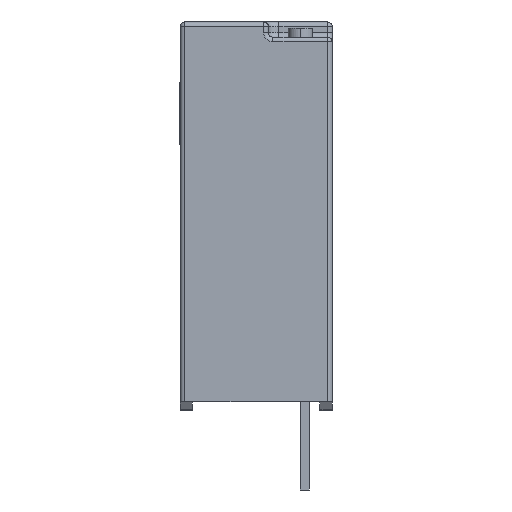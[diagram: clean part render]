
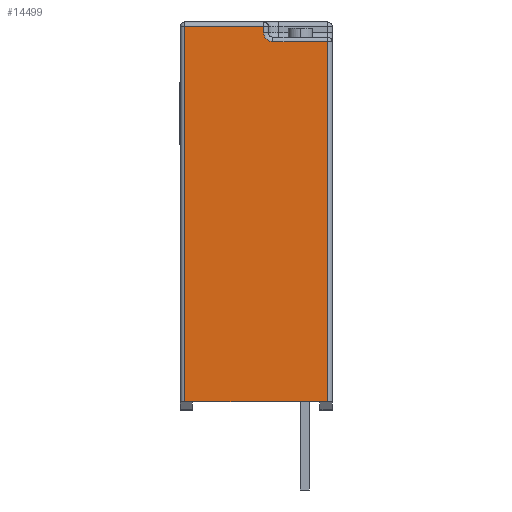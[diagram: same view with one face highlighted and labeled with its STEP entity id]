
A CAD part, left-side view. The second image highlights one B-rep face of the part: STEP entity #14499.
In plain terms, the highlighted planar face has unit normal (-1, 0, 0).
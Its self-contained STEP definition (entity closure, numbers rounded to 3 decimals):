
#76 = DIRECTION ( 'NONE',  ( 0., 0., -1. ) ) ;
#312 = CARTESIAN_POINT ( 'NONE',  ( -10., 2.5, 12.65 ) ) ;
#1161 = VECTOR ( 'NONE', #19805, 1000. ) ;
#1412 = EDGE_CURVE ( 'NONE', #9445, #10655, #12315, .T. ) ;
#1426 = ORIENTED_EDGE ( 'NONE', *, *, #20383, .T. ) ;
#2336 = CARTESIAN_POINT ( 'NONE',  ( -10., -0.25, 12.8 ) ) ;
#3241 = EDGE_CURVE ( 'NONE', #16401, #6226, #23450, .T. ) ;
#4561 = DIRECTION ( 'NONE',  ( 0., 0., 1. ) ) ;
#4642 = DIRECTION ( 'NONE',  ( 0., 1., 0. ) ) ;
#5543 = VECTOR ( 'NONE', #25161, 1000. ) ;
#6226 = VERTEX_POINT ( 'NONE', #9906 ) ;
#6240 = VECTOR ( 'NONE', #76, 1000. ) ;
#6651 = DIRECTION ( 'NONE',  ( 0., 0., -1. ) ) ;
#7089 = CARTESIAN_POINT ( 'NONE',  ( -10., -2.35, 0.3 ) ) ;
#8441 = CARTESIAN_POINT ( 'NONE',  ( -10., -2.35, 12.15 ) ) ;
#8462 = EDGE_LOOP ( 'NONE', ( #15148, #17351, #8700, #21827, #1426, #15672, #16806 ) ) ;
#8522 = CARTESIAN_POINT ( 'NONE',  ( -10., -0.4, 12.15 ) ) ;
#8700 = ORIENTED_EDGE ( 'NONE', *, *, #1412, .T. ) ;
#8777 = DIRECTION ( 'NONE',  ( -1., 0., 0. ) ) ;
#8885 = CARTESIAN_POINT ( 'NONE',  ( -10., 2.5, 12.8 ) ) ;
#9059 = DIRECTION ( 'NONE',  ( 0., 0., -1. ) ) ;
#9445 = VERTEX_POINT ( 'NONE', #23517 ) ;
#9906 = CARTESIAN_POINT ( 'NONE',  ( -10., 2.35, 12.65 ) ) ;
#10314 = CARTESIAN_POINT ( 'NONE',  ( -10., -0.55, 12.15 ) ) ;
#10655 = VERTEX_POINT ( 'NONE', #7089 ) ;
#10660 = DIRECTION ( 'NONE',  ( 1., 0., 0. ) ) ;
#10668 = VECTOR ( 'NONE', #16930, 1000. ) ;
#11067 = LINE ( 'NONE', #2336, #13576 ) ;
#12262 = EDGE_CURVE ( 'NONE', #18916, #16401, #11067, .T. ) ;
#12315 = LINE ( 'NONE', #12726, #5543 ) ;
#12638 = LINE ( 'NONE', #8522, #10668 ) ;
#12726 = CARTESIAN_POINT ( 'NONE',  ( -10., 2.5, 0.3 ) ) ;
#12925 = CARTESIAN_POINT ( 'NONE',  ( -10., -0.25, 12.65 ) ) ;
#13175 = CARTESIAN_POINT ( 'NONE',  ( -10., -0.55, 12.45 ) ) ;
#13291 = AXIS2_PLACEMENT_3D ( 'NONE', #13175, #8777, #9059 ) ;
#13576 = VECTOR ( 'NONE', #4561, 1000. ) ;
#14123 = PLANE ( 'NONE',  #24555 ) ;
#14420 = EDGE_CURVE ( 'NONE', #10655, #15718, #22124, .T. ) ;
#14499 = ADVANCED_FACE ( 'NONE', ( #16883 ), #14123, .F. ) ;
#15148 = ORIENTED_EDGE ( 'NONE', *, *, #3241, .T. ) ;
#15672 = ORIENTED_EDGE ( 'NONE', *, *, #25302, .F. ) ;
#15718 = VERTEX_POINT ( 'NONE', #8441 ) ;
#16192 = CARTESIAN_POINT ( 'NONE',  ( -10., -0.25, 12.45 ) ) ;
#16401 = VERTEX_POINT ( 'NONE', #12925 ) ;
#16806 = ORIENTED_EDGE ( 'NONE', *, *, #12262, .T. ) ;
#16847 = CARTESIAN_POINT ( 'NONE',  ( -10., 2.35, 12.8 ) ) ;
#16883 = FACE_OUTER_BOUND ( 'NONE', #8462, .T. ) ;
#16930 = DIRECTION ( 'NONE',  ( 0., 1., 0. ) ) ;
#17316 = CIRCLE ( 'NONE', #13291, 0.3 ) ;
#17351 = ORIENTED_EDGE ( 'NONE', *, *, #19296, .T. ) ;
#18916 = VERTEX_POINT ( 'NONE', #16192 ) ;
#19296 = EDGE_CURVE ( 'NONE', #6226, #9445, #21137, .T. ) ;
#19805 = DIRECTION ( 'NONE',  ( 0., 0., 1. ) ) ;
#20383 = EDGE_CURVE ( 'NONE', #15718, #27003, #12638, .T. ) ;
#21137 = LINE ( 'NONE', #16847, #6240 ) ;
#21827 = ORIENTED_EDGE ( 'NONE', *, *, #14420, .T. ) ;
#21863 = CARTESIAN_POINT ( 'NONE',  ( -10., -2.35, 12.8 ) ) ;
#22124 = LINE ( 'NONE', #21863, #1161 ) ;
#22136 = VECTOR ( 'NONE', #4642, 1000. ) ;
#23450 = LINE ( 'NONE', #312, #22136 ) ;
#23517 = CARTESIAN_POINT ( 'NONE',  ( -10., 2.35, 0.3 ) ) ;
#24555 = AXIS2_PLACEMENT_3D ( 'NONE', #8885, #10660, #6651 ) ;
#25161 = DIRECTION ( 'NONE',  ( 0., -1., 0. ) ) ;
#25302 = EDGE_CURVE ( 'NONE', #18916, #27003, #17316, .T. ) ;
#27003 = VERTEX_POINT ( 'NONE', #10314 ) ;
